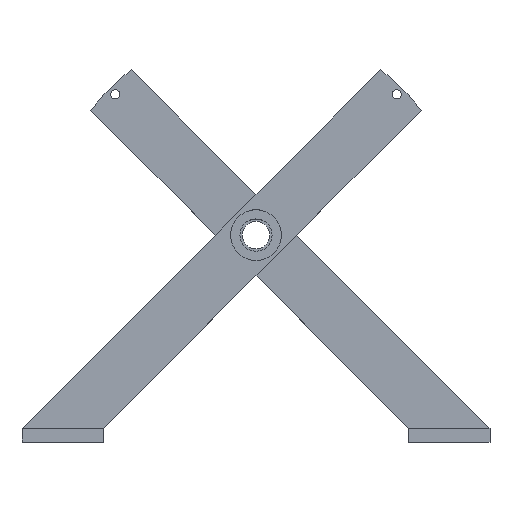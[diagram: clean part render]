
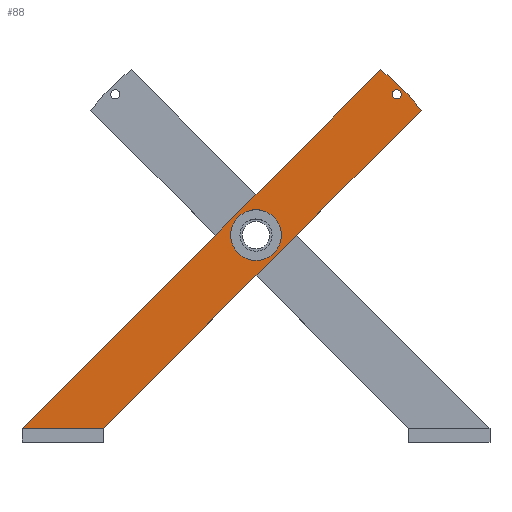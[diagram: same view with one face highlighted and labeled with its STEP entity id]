
A CAD part, top view. The second image highlights one B-rep face of the part: STEP entity #88.
In plain terms, the highlighted planar face has unit normal (0, 0, 1).
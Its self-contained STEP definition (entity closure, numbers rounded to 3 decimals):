
#53=FACE_BOUND('',#202,.F.);
#54=FACE_BOUND('',#203,.F.);
#88=ADVANCED_FACE('',(#53,#54,#140),#509,.T.);
#140=FACE_OUTER_BOUND('',#204,.F.);
#202=EDGE_LOOP('',(#367,#368));
#203=EDGE_LOOP('',(#369,#370));
#204=EDGE_LOOP('',(#371,#372,#373,#374,#375,#376,#377,#378));
#367=ORIENTED_EDGE('',*,*,#815,.T.);
#368=ORIENTED_EDGE('',*,*,#813,.T.);
#369=ORIENTED_EDGE('',*,*,#794,.T.);
#370=ORIENTED_EDGE('',*,*,#793,.T.);
#371=ORIENTED_EDGE('',*,*,#817,.F.);
#372=ORIENTED_EDGE('',*,*,#809,.T.);
#373=ORIENTED_EDGE('',*,*,#810,.F.);
#374=ORIENTED_EDGE('',*,*,#799,.T.);
#375=ORIENTED_EDGE('',*,*,#818,.F.);
#376=ORIENTED_EDGE('',*,*,#805,.T.);
#377=ORIENTED_EDGE('',*,*,#806,.F.);
#378=ORIENTED_EDGE('',*,*,#819,.F.);
#509=PLANE('',#1031);
#565=LINE('',#1540,#645);
#571=LINE('',#1546,#651);
#572=LINE('',#1547,#652);
#575=LINE('',#1550,#655);
#576=LINE('',#1551,#656);
#579=LINE('',#1558,#659);
#580=LINE('',#1559,#660);
#645=VECTOR('',#1160,35.355);
#651=VECTOR('',#1166,25.);
#652=VECTOR('',#1167,76.628);
#655=VECTOR('',#1170,25.);
#656=VECTOR('',#1171,93.794);
#659=VECTOR('',#1182,76.628);
#660=VECTOR('',#1183,118.794);
#707=CIRCLE('',#986,10.999);
#708=CIRCLE('',#987,10.999);
#711=CIRCLE('',#990,2.);
#713=CIRCLE('',#992,2.);
#715=CIRCLE('',#994,90.);
#793=EDGE_CURVE('',#870,#869,#707,.T.);
#794=EDGE_CURVE('',#869,#870,#708,.T.);
#799=EDGE_CURVE('',#872,#871,#565,.T.);
#805=EDGE_CURVE('',#897,#892,#571,.T.);
#806=EDGE_CURVE('',#866,#892,#572,.T.);
#809=EDGE_CURVE('',#895,#893,#575,.T.);
#810=EDGE_CURVE('',#872,#893,#576,.T.);
#813=EDGE_CURVE('',#907,#905,#711,.T.);
#815=EDGE_CURVE('',#905,#907,#713,.T.);
#817=EDGE_CURVE('',#895,#864,#579,.T.);
#818=EDGE_CURVE('',#897,#871,#580,.T.);
#819=EDGE_CURVE('',#864,#866,#715,.T.);
#864=VERTEX_POINT('',#1345);
#866=VERTEX_POINT('',#1347);
#869=VERTEX_POINT('',#1350);
#870=VERTEX_POINT('',#1351);
#871=VERTEX_POINT('',#1352);
#872=VERTEX_POINT('',#1353);
#892=VERTEX_POINT('',#1373);
#893=VERTEX_POINT('',#1374);
#895=VERTEX_POINT('',#1376);
#897=VERTEX_POINT('',#1378);
#905=VERTEX_POINT('',#1386);
#907=VERTEX_POINT('',#1388);
#986=AXIS2_PLACEMENT_3D('',#1534,#1150,#1151);
#987=AXIS2_PLACEMENT_3D('',#1535,#1152,#1153);
#990=AXIS2_PLACEMENT_3D('',#1554,#1174,#1175);
#992=AXIS2_PLACEMENT_3D('',#1556,#1178,#1179);
#994=AXIS2_PLACEMENT_3D('',#1560,#1184,#1185);
#1031=AXIS2_PLACEMENT_3D('',#1619,#1280,#1281);
#1150=DIRECTION('',(0.,0.,1.));
#1151=DIRECTION('',(1.,0.,0.));
#1152=DIRECTION('',(0.,0.,1.));
#1153=DIRECTION('',(-1.,0.,0.));
#1160=DIRECTION('',(-1.,0.,0.));
#1166=DIRECTION('',(0.707,0.707,0.));
#1167=DIRECTION('',(-0.707,-0.707,0.));
#1170=DIRECTION('',(-0.707,-0.707,0.));
#1171=DIRECTION('',(0.707,0.707,0.));
#1174=DIRECTION('',(0.,0.,1.));
#1175=DIRECTION('',(0.707,0.707,0.));
#1178=DIRECTION('',(0.,0.,1.));
#1179=DIRECTION('',(-0.707,-0.707,0.));
#1182=DIRECTION('',(0.707,0.707,0.));
#1183=DIRECTION('',(-0.707,-0.707,0.));
#1184=DIRECTION('',(0.,0.,1.));
#1185=DIRECTION('',(0.798,0.602,0.));
#1280=DIRECTION('',(0.,0.,1.));
#1281=DIRECTION('',(1.,0.,0.));
#1345=CARTESIAN_POINT('',(71.862,54.184,6.));
#1347=CARTESIAN_POINT('',(54.184,71.862,6.));
#1350=CARTESIAN_POINT('',(-10.999,0.,6.));
#1351=CARTESIAN_POINT('',(10.999,0.,6.));
#1352=CARTESIAN_POINT('',(-101.678,-84.,6.));
#1353=CARTESIAN_POINT('',(-66.322,-84.,6.));
#1373=CARTESIAN_POINT('',(0.,17.678,6.));
#1374=CARTESIAN_POINT('',(0.,-17.678,6.));
#1376=CARTESIAN_POINT('',(17.678,0.,6.));
#1378=CARTESIAN_POINT('',(-17.678,0.,6.));
#1386=CARTESIAN_POINT('',(59.749,59.749,6.));
#1388=CARTESIAN_POINT('',(62.578,62.578,6.));
#1534=CARTESIAN_POINT('',(0.,0.,6.));
#1535=CARTESIAN_POINT('',(0.,0.,6.));
#1540=CARTESIAN_POINT('',(-66.322,-84.,6.));
#1546=CARTESIAN_POINT('',(-17.678,0.,6.));
#1547=CARTESIAN_POINT('',(54.184,71.862,6.));
#1550=CARTESIAN_POINT('',(17.678,0.,6.));
#1551=CARTESIAN_POINT('',(-66.322,-84.,6.));
#1554=CARTESIAN_POINT('',(61.163,61.163,6.));
#1556=CARTESIAN_POINT('',(61.163,61.163,6.));
#1558=CARTESIAN_POINT('',(17.678,0.,6.));
#1559=CARTESIAN_POINT('',(-17.678,0.,6.));
#1560=CARTESIAN_POINT('',(0.,0.,6.));
#1619=CARTESIAN_POINT('',(-103.413,-85.735,6.));
